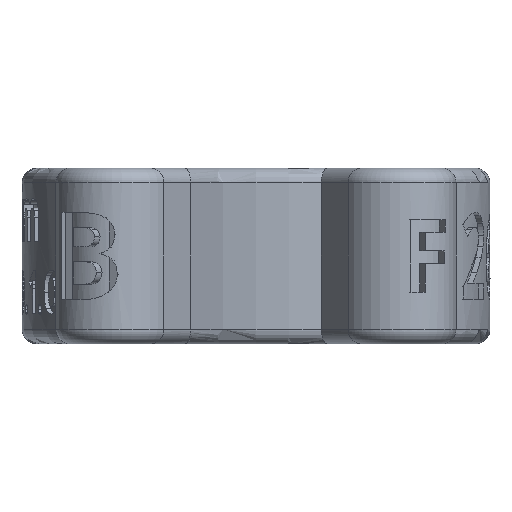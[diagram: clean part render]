
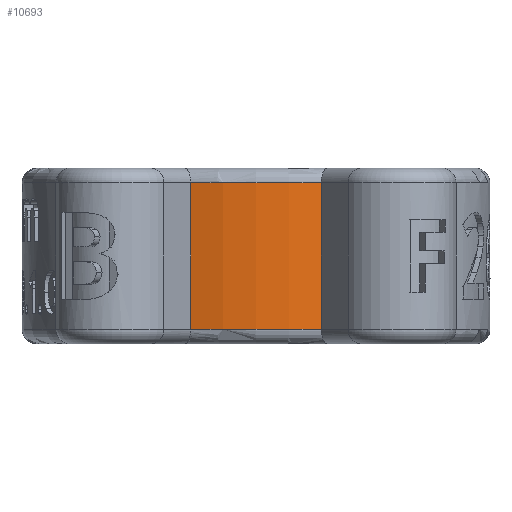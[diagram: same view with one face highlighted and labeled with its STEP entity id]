
A CAD part, front view. The second image highlights one B-rep face of the part: STEP entity #10693.
In plain terms, the highlighted cylindrical face has radius 16 mm (diameter 32 mm), a partial arc.
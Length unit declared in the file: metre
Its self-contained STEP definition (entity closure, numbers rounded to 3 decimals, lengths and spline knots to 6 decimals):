
#497=LINE('',#16292,#1236);
#498=LINE('',#16297,#1237);
#1236=VECTOR('',#12595,1.);
#1237=VECTOR('',#12598,1.);
#1855=CYLINDRICAL_SURFACE('',#11516,0.016);
#2091=CIRCLE('',#11517,0.016);
#2092=CIRCLE('',#11518,0.016);
#2857=ORIENTED_EDGE('',*,*,#6136,.T.);
#2858=ORIENTED_EDGE('',*,*,#6137,.T.);
#2859=ORIENTED_EDGE('',*,*,#6138,.F.);
#2860=ORIENTED_EDGE('',*,*,#6139,.T.);
#6136=EDGE_CURVE('',#7781,#7782,#497,.T.);
#6137=EDGE_CURVE('',#7782,#7783,#2091,.T.);
#6138=EDGE_CURVE('',#7784,#7783,#498,.T.);
#6139=EDGE_CURVE('',#7784,#7781,#2092,.F.);
#7781=VERTEX_POINT('',#16293);
#7782=VERTEX_POINT('',#16294);
#7783=VERTEX_POINT('',#16296);
#7784=VERTEX_POINT('',#16298);
#9123=EDGE_LOOP('',(#2857,#2858,#2859,#2860));
#9805=FACE_BOUND('',#9123,.T.);
#10693=ADVANCED_FACE('',(#9805),#1855,.T.);
#11516=AXIS2_PLACEMENT_3D('',#16291,#12593,#12594);
#11517=AXIS2_PLACEMENT_3D('',#16295,#12596,#12597);
#11518=AXIS2_PLACEMENT_3D('',#16299,#12599,#12600);
#12593=DIRECTION('',(0.,0.,-1.));
#12594=DIRECTION('',(-1.,0.,0.));
#12595=DIRECTION('',(0.,0.,-1.));
#12596=DIRECTION('',(0.,0.,1.));
#12597=DIRECTION('',(1.,0.,0.));
#12598=DIRECTION('',(0.,0.,-1.));
#12599=DIRECTION('',(0.,0.,1.));
#12600=DIRECTION('',(1.,0.,0.));
#16291=CARTESIAN_POINT('',(0.,0.,0.005));
#16292=CARTESIAN_POINT('',(-0.004455,-0.015367,0.005));
#16293=CARTESIAN_POINT('',(-0.004455,-0.015367,0.005));
#16294=CARTESIAN_POINT('',(-0.004455,-0.015367,-0.005));
#16295=CARTESIAN_POINT('',(0.,0.,-0.005));
#16296=CARTESIAN_POINT('',(0.004455,-0.015367,-0.005));
#16297=CARTESIAN_POINT('',(0.004455,-0.015367,0.005));
#16298=CARTESIAN_POINT('',(0.004455,-0.015367,0.005));
#16299=CARTESIAN_POINT('',(0.,0.,0.005));
